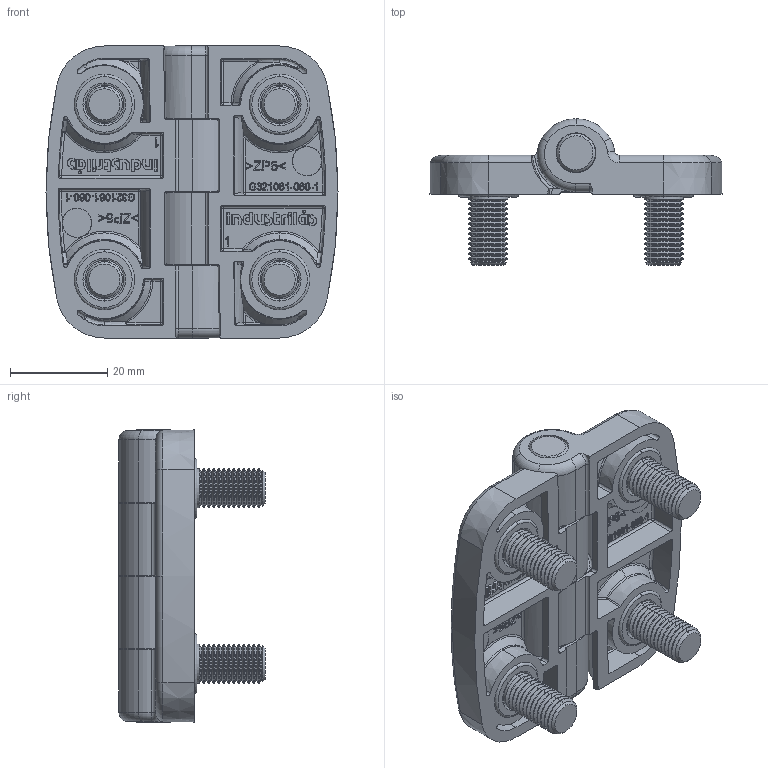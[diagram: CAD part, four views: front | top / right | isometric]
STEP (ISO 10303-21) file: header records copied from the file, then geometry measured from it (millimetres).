
FILE_DESCRIPTION (( 'STEP AP203' ), '1' );
FILE_NAME ('3216-610604-30_Industrilas.step', '2017-03-31T07:12:33', ( '' ), ( '' ), 'SwSTEP 2.0', 'SolidWorks 2008', '' );
FILE_SCHEMA (( 'CONFIG_CONTROL_DESIGN' ));
Length unit declared in the file: millimetre
Products named in the file (6): 00010697(321661-060-1-(pur)); 00010697(321661-060-1-(pur))(2); 3216-610604-30_Industrilas; 00007478(60x60M8-(t酹)); 00009710(013090-020-8); 00007479(60x60)-1
Assembly tree (9 placements, depth 3):
  3216-610604-30_Industrilas
    00010697(321661-060-1-(pur))
      00009710(013090-020-8)  x2
      00007478(60x60M8-(t酹))
    00007479(60x60)-1
    00010697(321661-060-1-(pur))(2)
      00007478(60x60M8-(t酹))
      00009710(013090-020-8)  x2
Bounding box: 60 x 30 x 60 mm (x, y, z)
Volume: 28282.3 mm3; surface area: 22322.3 mm2
Topology: 7 solids, 7 shells, 1786 faces, 4262 edges, 2572 vertices
Faces by surface type: plane 626, cone 338, torus 284, bspline 274, cylinder 226, sphere 38
Entity records: 30619 total; most frequent: CARTESIAN_POINT 12166, ORIENTED_EDGE 3900, DIRECTION 3342, EDGE_CURVE 1950, AXIS2_PLACEMENT_3D 1236, VERTEX_POINT 1206, VECTOR 870, LINE 870
